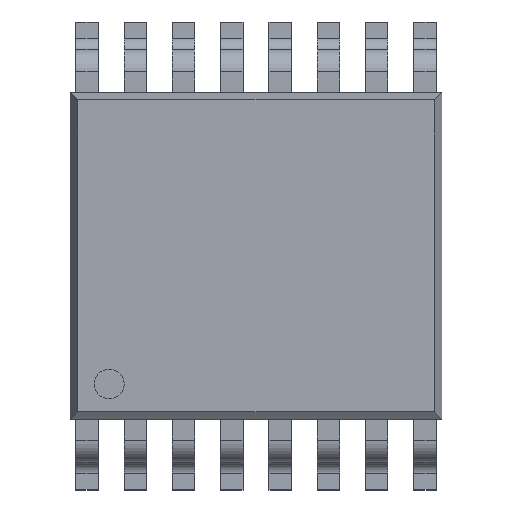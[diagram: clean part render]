
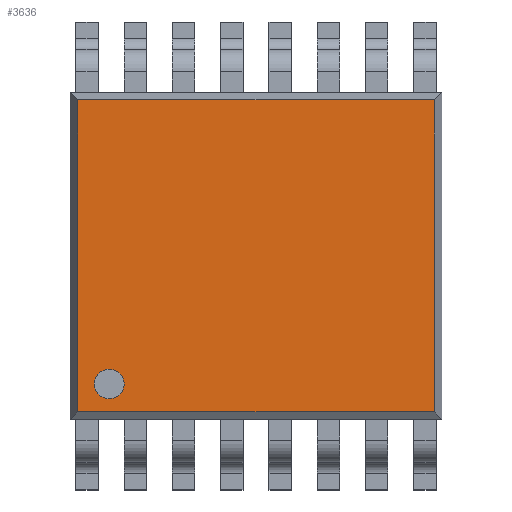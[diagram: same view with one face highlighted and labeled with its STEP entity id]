
A CAD part, top view. The second image highlights one B-rep face of the part: STEP entity #3636.
In plain terms, the highlighted planar face has unit normal (0, 0, 1).
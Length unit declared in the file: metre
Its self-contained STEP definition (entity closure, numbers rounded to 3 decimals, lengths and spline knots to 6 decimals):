
#247=CIRCLE('',#4192,0.0002);
#1225=ORIENTED_EDGE('',*,*,#1761,.T.);
#1226=ORIENTED_EDGE('',*,*,#1762,.T.);
#1227=ORIENTED_EDGE('',*,*,#1763,.T.);
#1228=ORIENTED_EDGE('',*,*,#1764,.T.);
#1229=ORIENTED_EDGE('',*,*,#1765,.T.);
#1761=EDGE_CURVE('',#2107,#2108,#2481,.T.);
#1762=EDGE_CURVE('',#2108,#2109,#2482,.T.);
#1763=EDGE_CURVE('',#2109,#2110,#2483,.T.);
#1764=EDGE_CURVE('',#2110,#2107,#2484,.T.);
#1765=EDGE_CURVE('',#2111,#2111,#247,.F.);
#2107=VERTEX_POINT('',#6330);
#2108=VERTEX_POINT('',#6331);
#2109=VERTEX_POINT('',#6333);
#2110=VERTEX_POINT('',#6335);
#2111=VERTEX_POINT('',#6338);
#2481=LINE('',#6329,#2861);
#2482=LINE('',#6332,#2862);
#2483=LINE('',#6334,#2863);
#2484=LINE('',#6336,#2864);
#2861=VECTOR('',#5253,1.);
#2862=VECTOR('',#5254,1.);
#2863=VECTOR('',#5255,1.);
#2864=VECTOR('',#5256,1.);
#3073=EDGE_LOOP('',(#1225,#1226,#1227,#1228));
#3074=EDGE_LOOP('',(#1229));
#3283=FACE_BOUND('',#3073,.T.);
#3284=FACE_BOUND('',#3074,.T.);
#3429=PLANE('',#4191);
#3636=ADVANCED_FACE('',(#3283,#3284),#3429,.T.);
#4191=AXIS2_PLACEMENT_3D('',#6328,#5251,#5252);
#4192=AXIS2_PLACEMENT_3D('',#6337,#5257,#5258);
#5251=DIRECTION('',(0.,0.,1.));
#5252=DIRECTION('',(1.,0.,0.));
#5253=DIRECTION('',(0.,1.,0.));
#5254=DIRECTION('',(-1.,0.,0.));
#5255=DIRECTION('',(0.,-1.,0.));
#5256=DIRECTION('',(1.,0.,0.));
#5257=DIRECTION('',(0.,0.,1.));
#5258=DIRECTION('',(1.,0.,0.));
#6328=CARTESIAN_POINT('',(0.,0.,0.001));
#6329=CARTESIAN_POINT('',(0.0024,0.,0.001));
#6330=CARTESIAN_POINT('',(0.0024,-0.0021,0.001));
#6331=CARTESIAN_POINT('',(0.0024,0.0021,0.001));
#6332=CARTESIAN_POINT('',(0.,0.0021,0.001));
#6333=CARTESIAN_POINT('',(-0.0024,0.0021,0.001));
#6334=CARTESIAN_POINT('',(-0.0024,-0.0022,0.001));
#6335=CARTESIAN_POINT('',(-0.0024,-0.0021,0.001));
#6336=CARTESIAN_POINT('',(0.0025,-0.0021,0.001));
#6337=CARTESIAN_POINT('',(-0.001975,-0.001725,0.001));
#6338=CARTESIAN_POINT('',(-0.001775,-0.001725,0.001));
